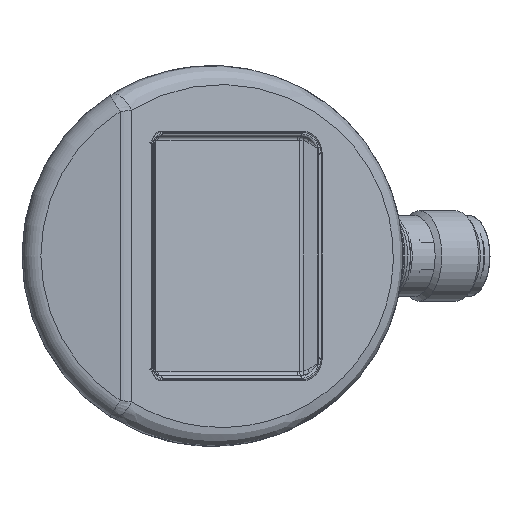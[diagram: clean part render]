
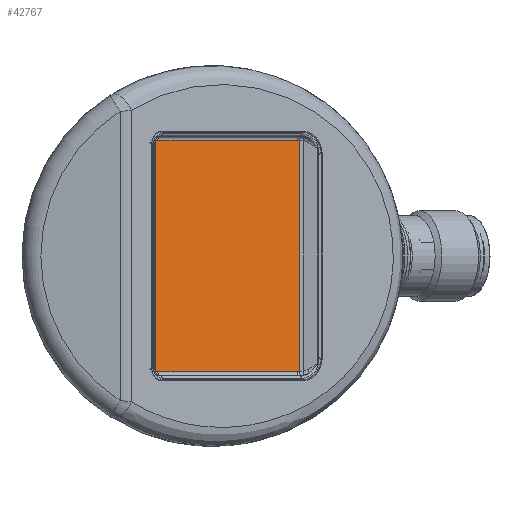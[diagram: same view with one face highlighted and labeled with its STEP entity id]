
A CAD part, front view. The second image highlights one B-rep face of the part: STEP entity #42767.
In plain terms, the highlighted planar face has unit normal (0.5, -0.866, 0).
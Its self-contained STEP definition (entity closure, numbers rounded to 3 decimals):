
#2578=LINE('',#54108,#4710);
#2579=LINE('',#54112,#4711);
#2580=LINE('',#54116,#4712);
#2581=LINE('',#54120,#4713);
#4710=VECTOR('',#47053,1000.);
#4711=VECTOR('',#47056,1000.);
#4712=VECTOR('',#47059,1000.);
#4713=VECTOR('',#47062,1000.);
#6842=ORIENTED_EDGE('',*,*,#16028,.T.);
#6843=ORIENTED_EDGE('',*,*,#16029,.T.);
#6844=ORIENTED_EDGE('',*,*,#16030,.T.);
#6845=ORIENTED_EDGE('',*,*,#16031,.T.);
#6846=ORIENTED_EDGE('',*,*,#16032,.T.);
#6847=ORIENTED_EDGE('',*,*,#16033,.T.);
#6848=ORIENTED_EDGE('',*,*,#16034,.T.);
#6849=ORIENTED_EDGE('',*,*,#16035,.T.);
#16028=EDGE_CURVE('',#20621,#20622,#23645,.F.);
#16029=EDGE_CURVE('',#20622,#20623,#2578,.T.);
#16030=EDGE_CURVE('',#20623,#20624,#23646,.F.);
#16031=EDGE_CURVE('',#20624,#20625,#2579,.T.);
#16032=EDGE_CURVE('',#20625,#20626,#23647,.F.);
#16033=EDGE_CURVE('',#20626,#20627,#2580,.T.);
#16034=EDGE_CURVE('',#20627,#20628,#23648,.F.);
#16035=EDGE_CURVE('',#20628,#20621,#2581,.T.);
#20621=VERTEX_POINT('',#54106);
#20622=VERTEX_POINT('',#54107);
#20623=VERTEX_POINT('',#54109);
#20624=VERTEX_POINT('',#54111);
#20625=VERTEX_POINT('',#54113);
#20626=VERTEX_POINT('',#54115);
#20627=VERTEX_POINT('',#54117);
#20628=VERTEX_POINT('',#54119);
#23645=CIRCLE('',#44587,1.946);
#23646=CIRCLE('',#44588,1.946);
#23647=CIRCLE('',#44589,0.446);
#23648=CIRCLE('',#44590,0.446);
#24397=EDGE_LOOP('',(#6842,#6843,#6844,#6845,#6846,#6847,#6848,#6849));
#26513=FACE_BOUND('',#24397,.T.);
#28632=PLANE('',#44586);
#42767=ADVANCED_FACE('',(#26513),#28632,.F.);
#44586=AXIS2_PLACEMENT_3D('',#54104,#47049,#47050);
#44587=AXIS2_PLACEMENT_3D('',#54105,#47051,#47052);
#44588=AXIS2_PLACEMENT_3D('',#54110,#47054,#47055);
#44589=AXIS2_PLACEMENT_3D('',#54114,#47057,#47058);
#44590=AXIS2_PLACEMENT_3D('',#54118,#47060,#47061);
#47049=DIRECTION('',(-0.5,0.866,0.));
#47050=DIRECTION('',(0.866,0.5,0.));
#47051=DIRECTION('',(-0.5,0.866,0.));
#47052=DIRECTION('',(0.866,0.5,0.));
#47053=DIRECTION('',(0.,0.,1.));
#47054=DIRECTION('',(-0.5,0.866,0.));
#47055=DIRECTION('',(0.866,0.5,0.));
#47056=DIRECTION('',(-0.866,-0.5,0.));
#47057=DIRECTION('',(-0.5,0.866,0.));
#47058=DIRECTION('',(0.866,0.5,0.));
#47059=DIRECTION('',(0.,0.,-1.));
#47060=DIRECTION('',(-0.5,0.866,0.));
#47061=DIRECTION('',(0.866,0.5,0.));
#47062=DIRECTION('',(0.866,0.5,0.));
#54104=CARTESIAN_POINT('',(11.243,-23.119,13.4));
#54105=CARTESIAN_POINT('',(11.243,-23.119,-13.4));
#54106=CARTESIAN_POINT('',(11.243,-23.119,-15.346));
#54107=CARTESIAN_POINT('',(11.526,-22.955,-15.318));
#54108=CARTESIAN_POINT('',(11.526,-22.955,15.252));
#54109=CARTESIAN_POINT('',(11.526,-22.955,15.318));
#54110=CARTESIAN_POINT('',(11.243,-23.119,13.4));
#54111=CARTESIAN_POINT('',(11.243,-23.119,15.346));
#54112=CARTESIAN_POINT('',(-7.203,-33.769,15.346));
#54113=CARTESIAN_POINT('',(-7.203,-33.769,15.346));
#54114=CARTESIAN_POINT('',(-7.203,-33.769,14.9));
#54115=CARTESIAN_POINT('',(-7.589,-33.991,14.9));
#54116=CARTESIAN_POINT('',(-7.589,-33.991,-14.9));
#54117=CARTESIAN_POINT('',(-7.589,-33.991,-14.9));
#54118=CARTESIAN_POINT('',(-7.203,-33.769,-14.9));
#54119=CARTESIAN_POINT('',(-7.203,-33.769,-15.346));
#54120=CARTESIAN_POINT('',(11.243,-23.119,-15.346));
